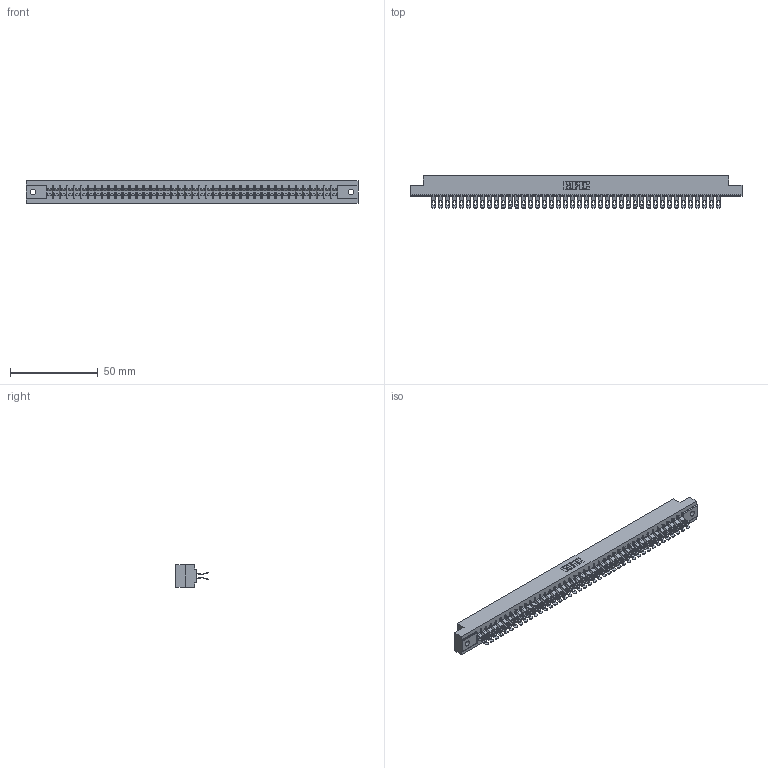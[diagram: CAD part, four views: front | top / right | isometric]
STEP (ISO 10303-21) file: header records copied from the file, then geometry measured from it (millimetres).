
FILE_DESCRIPTION (( 'STEP AP203' ), '1' );
FILE_NAME ('355-084-555-502.STEP', '2019-09-13T16:09:56', ( '' ), ( '' ), 'SwSTEP 2.0', 'SolidWorks 2016', '' );
FILE_SCHEMA (( 'CONFIG_CONTROL_DESIGN' ));
Length unit declared in the file: inch
Products named in the file (3): 305-290-001_555; 305 Part_.128 Dia; 355-084-555-502
Assembly tree (85 placements, depth 2):
  355-084-555-502
    305 Part_.128 Dia
    305-290-001_555  x84
Bounding box: 189.43 x 18.41 x 12.7 mm (x, y, z)
Volume: 19393.7 mm3; surface area: 26912.1 mm2
Topology: 85 solids, 85 shells, 5660 faces, 16906 edges, 11044 vertices
Faces by surface type: plane 2756, cylinder 2736, sphere 168
Entity records: 46101 total; most frequent: CARTESIAN_POINT 7646, ORIENTED_EDGE 7580, DIRECTION 7390, EDGE_CURVE 3790, VECTOR 3046, LINE 3046, VERTEX_POINT 2412, AXIS2_PLACEMENT_3D 2172
